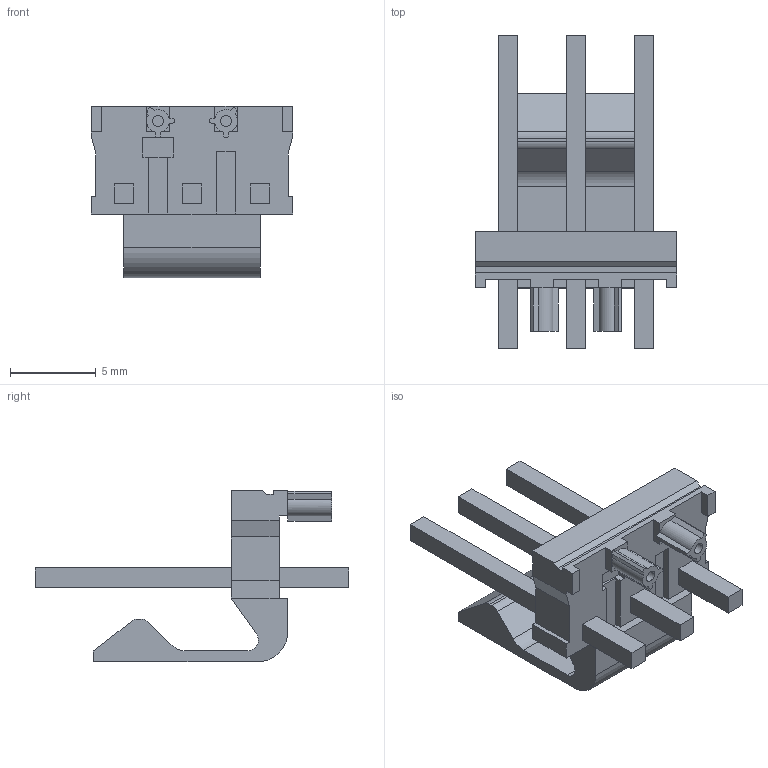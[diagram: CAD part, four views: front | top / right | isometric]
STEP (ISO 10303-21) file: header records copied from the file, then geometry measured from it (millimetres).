
FILE_DESCRIPTION((''),'2;1');
FILE_NAME('026644030','2009-06-25T',('gga'),(''),'PRO/ENGINEER BY PARAMETRIC TECHNOLOGY CORPORATION, 2003451','PRO/ENGINEER BY PARAMETRIC TECHNOLOGY CORPORATION, 2003451','');
FILE_SCHEMA(('CONFIG_CONTROL_DESIGN'));
Length unit declared in the file: inch
Products named in the file (1): 026644030
Bounding box: 11.73 x 18.29 x 10.01 mm (x, y, z)
Volume: 416 mm3; surface area: 771.9 mm2
Topology: 1 solids, 1 shells, 132 faces, 358 edges, 238 vertices
Faces by surface type: plane 117, cylinder 15
Entity records: 4120 total; most frequent: CARTESIAN_POINT 716, ORIENTED_EDGE 692, DIRECTION 668, EDGE_CURVE 346, VECTOR 316, LINE 316, VERTEX_POINT 224, AXIS2_PLACEMENT_3D 176
